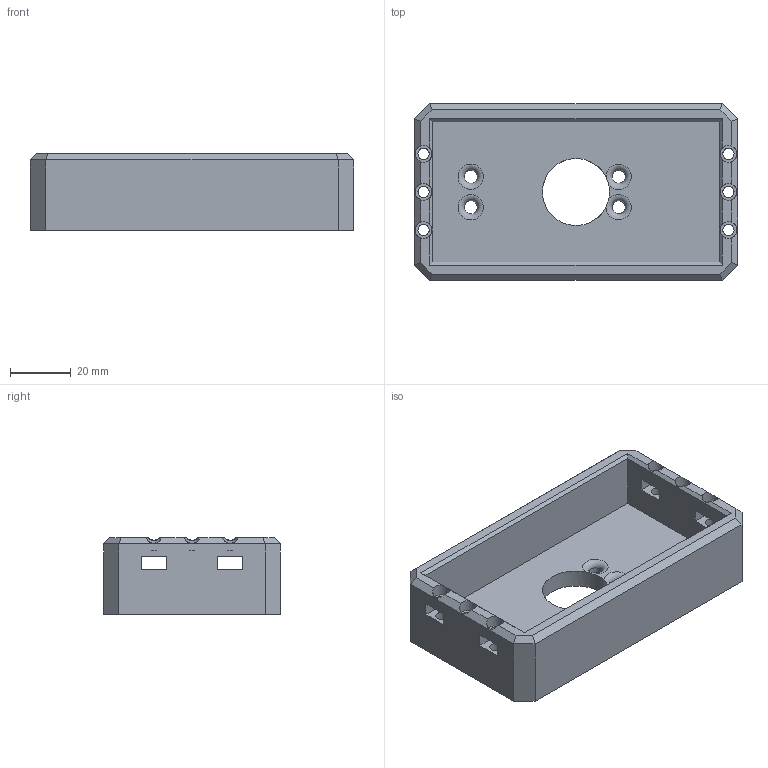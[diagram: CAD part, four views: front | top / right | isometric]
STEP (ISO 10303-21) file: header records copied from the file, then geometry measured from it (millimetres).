
FILE_DESCRIPTION(/* description */ (''),/* implementation_level */ '2;1');
FILE_NAME(/* name */ '4.Caver.stp',/* time_stamp */ '2024-02-11T14:41:53+01:00',/* author */ ('alsaa'),/* organization */ ('HS Emden/Leer'),/* preprocessor_version */ 'ST-DEVELOPER v18.1',/* originating_system */ 'Autodesk Inventor 2022',/* authorisation */ '');
FILE_SCHEMA (('AUTOMOTIVE_DESIGN { 1 0 10303 214 3 1 1 }'));
Length unit declared in the file: millimetre
Products named in the file (1): 4
Bounding box: 106 x 58 x 25 mm (x, y, z)
Volume: 64278.8 mm3; surface area: 26413.1 mm2
Topology: 1 solids, 1 shells, 79 faces, 221 edges, 142 vertices
Faces by surface type: plane 54, cylinder 21, torus 4
Full cylindrical faces by diameter (mm): 3.7 x10, 4.3 x4, 5.5 x6, 22 x1
Entity records: 2701 total; most frequent: DIRECTION 457, CARTESIAN_POINT 455, ORIENTED_EDGE 442, EDGE_CURVE 221, AXIS2_PLACEMENT_3D 158, VERTEX_POINT 142, LINE 141, VECTOR 141
